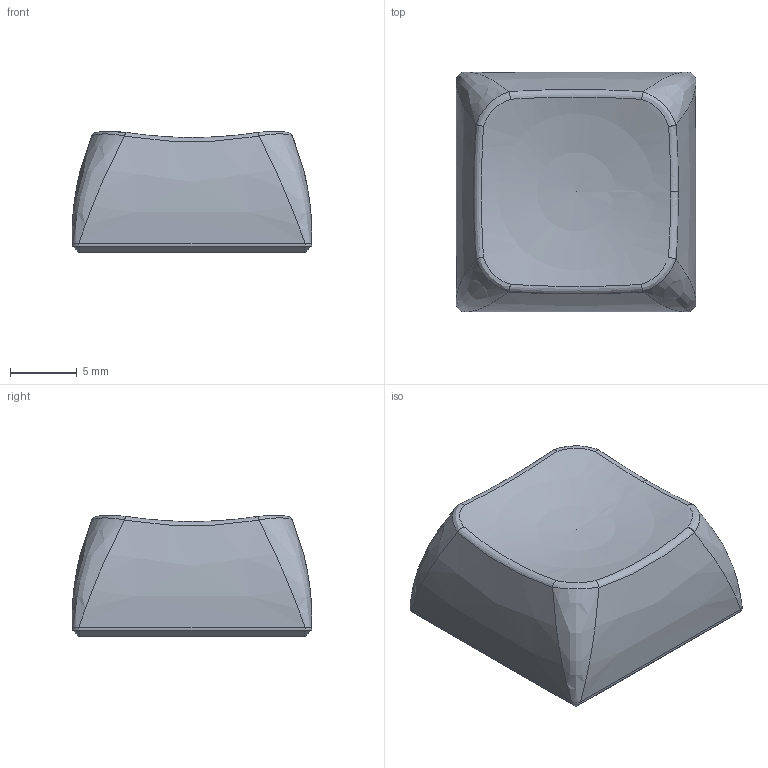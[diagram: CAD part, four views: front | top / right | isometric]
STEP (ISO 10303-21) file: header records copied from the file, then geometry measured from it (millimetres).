
FILE_DESCRIPTION(('Open CASCADE Model'),'2;1');
FILE_NAME('blank','2025-07-26T23:18:24',('Author'),('Open CASCADE'), 'Open CASCADE STEP processor 7.8','build123d','Unknown');
FILE_SCHEMA(('AUTOMOTIVE_DESIGN { 1 0 10303 214 1 1 1 1 }'));
Length unit declared in the file: millimetre
Products named in the file (2): =>[0:1:1:2]; blank
Assembly tree (1 placements, depth 2):
  =>[0:1:1:2]
    blank
Bounding box: 18 x 18 x 9.08 mm (x, y, z)
Volume: 1259.6 mm3; surface area: 1501.8 mm2
Topology: 1 solids, 1 shells, 63 faces, 164 edges, 101 vertices
Faces by surface type: bspline 26, plane 23, cylinder 9, cone 4, sphere 1
Full cylindrical faces by diameter (mm): 5.5 x1
Entity records: 10098 total; most frequent: CARTESIAN_POINT 7299, DIRECTION 391, ORIENTED_EDGE 318, PCURVE 318, DEFINITIONAL_REPRESENTATION 318, LINE 224, VECTOR 224, B_SPLINE_CURVE_WITH_KNOTS 169
